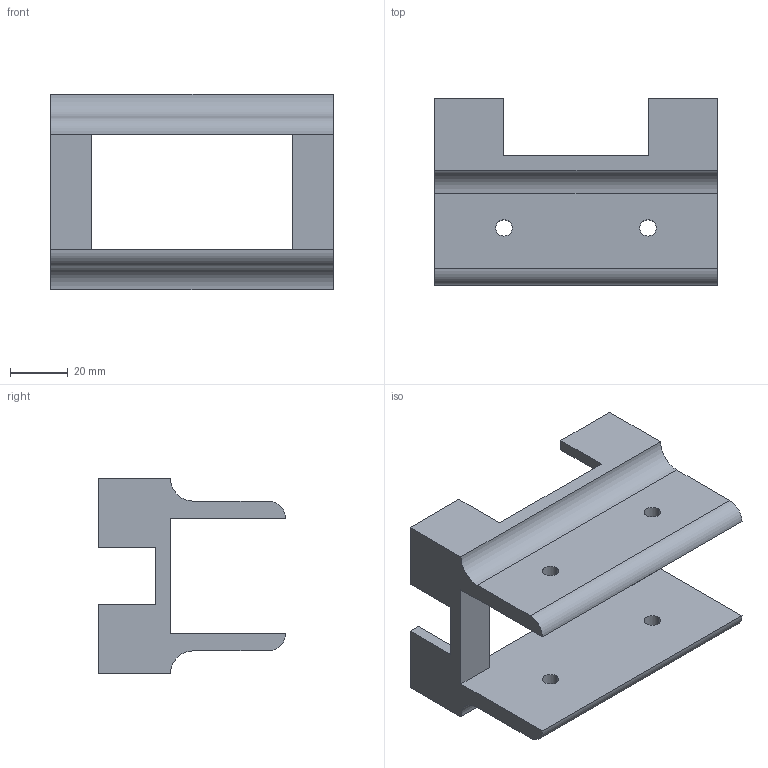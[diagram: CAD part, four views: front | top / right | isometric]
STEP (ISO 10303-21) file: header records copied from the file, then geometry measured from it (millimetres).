
FILE_DESCRIPTION (( 'STEP AP214' ), '1' );
FILE_NAME ('rpimount.STEP', '2020-01-18T13:01:22', ( '' ), ( '' ), 'SwSTEP 2.0', 'SolidWorks 2019', '' );
FILE_SCHEMA (( 'AUTOMOTIVE_DESIGN' ));
Length unit declared in the file: millimetre
Products named in the file (1): rpimount
Bounding box: 98 x 65 x 68 mm (x, y, z)
Volume: 79405.3 mm3; surface area: 33079.9 mm2
Topology: 1 solids, 1 shells, 43 faces, 126 edges, 84 vertices
Faces by surface type: plane 31, cylinder 12
Entity records: 1478 total; most frequent: CARTESIAN_POINT 254, ORIENTED_EDGE 252, DIRECTION 238, EDGE_CURVE 126, VECTOR 102, LINE 102, VERTEX_POINT 84, AXIS2_PLACEMENT_3D 68
